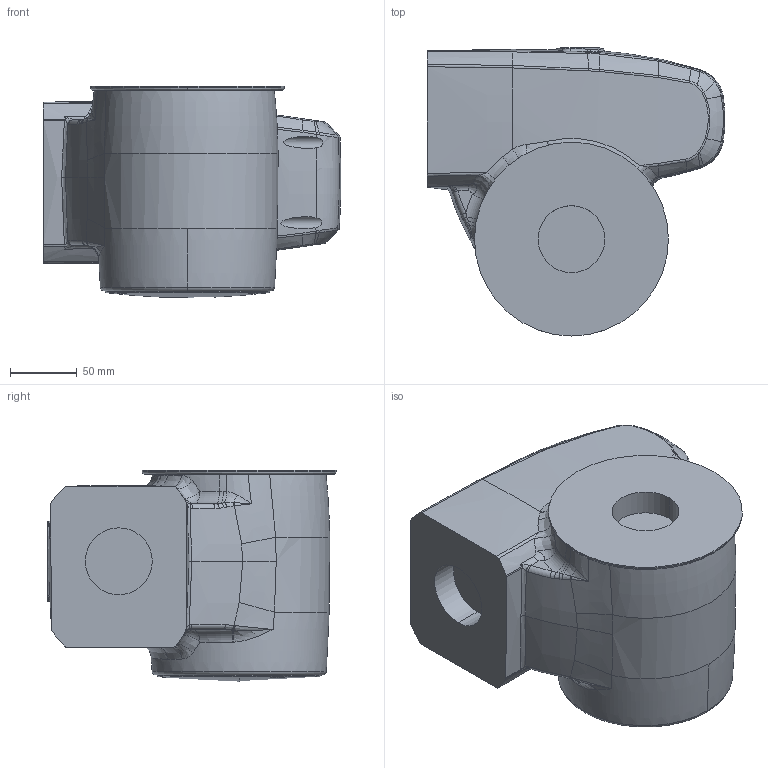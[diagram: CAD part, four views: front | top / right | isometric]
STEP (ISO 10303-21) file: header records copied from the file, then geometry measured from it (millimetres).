
FILE_DESCRIPTION(/* description */ ('AP214 STEP file'),/* implementation_level */ '1');
FILE_NAME(/* name */ '410590-0060-c004_drx',/* time_stamp */ '2008-08-27T12:06:51+09:00',/* author */ (''),/* organization */ (''),/* preprocessor_version */ '',/* originating_system */ 'Pro/Engineer',/* authorisation */ '');
FILE_SCHEMA (('AUTOMOTIVE_DESIGN'));
Length unit declared in the file: millimetre
Products named in the file (1): 410590-0060-c004
Bounding box: 222.79 x 215.5 x 158 mm (x, y, z)
Volume: 4296334 mm3; surface area: 176404.3 mm2
Topology: 1 solids, 1 shells, 488 faces, 1213 edges, 743 vertices
Faces by surface type: bspline 168, plane 129, cylinder 99, torus 52, sphere 26, revolution 14
Entity records: 23502 total; most frequent: CARTESIAN_POINT 10724, ORIENTED_EDGE 2422, STYLED_ITEM 2187, DIRECTION 1976, EDGE_CURVE 1211, AXIS2_PLACEMENT_3D 867, VERTEX_POINT 743, EDGE_LOOP 506
